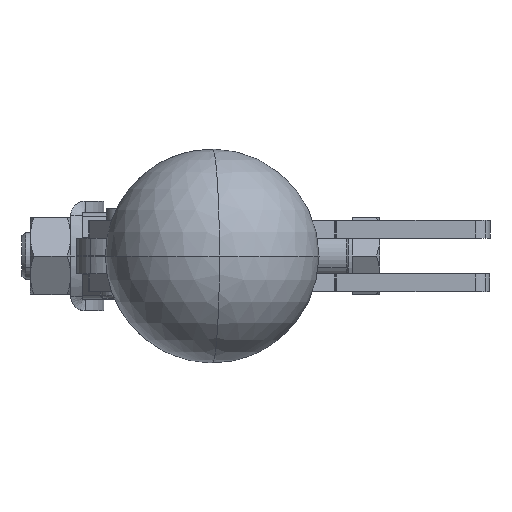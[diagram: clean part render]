
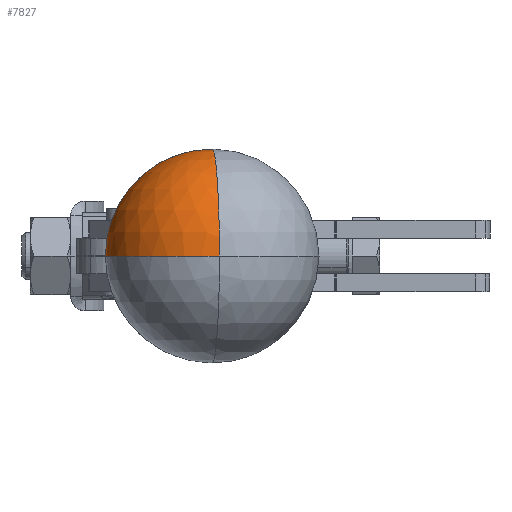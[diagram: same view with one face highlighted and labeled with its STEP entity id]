
A CAD part, left-side view. The second image highlights one B-rep face of the part: STEP entity #7827.
In plain terms, the highlighted spherical face has radius 18 mm.
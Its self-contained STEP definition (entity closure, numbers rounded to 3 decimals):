
#7775=CARTESIAN_POINT('',(-111.341,41.551,-37.473));
#7776=VERTEX_POINT('',#7775);
#7795=CARTESIAN_POINT('',(-93.382,42.761,-37.473));
#7796=DIRECTION('',(0.0,0.0,1.0));
#7797=DIRECTION('',(-0.998,-0.067,0.));
#7798=AXIS2_PLACEMENT_3D('',#7795,#7796,#7797);
#7799=SPHERICAL_SURFACE('',#7798,18.);
#7800=CARTESIAN_POINT('',(-93.382,42.761,-19.473));
#7801=VERTEX_POINT('',#7800);
#7802=CARTESIAN_POINT('',(-93.382,42.761,-37.473));
#7803=DIRECTION('',(-0.067,0.998,0.0));
#7804=DIRECTION('',(0.0,0.0,-1.0));
#7805=AXIS2_PLACEMENT_3D('',#7802,#7803,#7804);
#7806=CIRCLE('',#7805,18.);
#7807=EDGE_CURVE('',#7776,#7801,#7806,.T.);
#7808=ORIENTED_EDGE('',*,*,#7807,.T.);
#7809=CARTESIAN_POINT('',(-93.006,60.757,-37.473));
#7810=VERTEX_POINT('',#7809);
#7811=CARTESIAN_POINT('',(-93.382,42.761,-37.473));
#7812=DIRECTION('',(1.,-0.021,0.));
#7813=DIRECTION('',(0.021,1.,0.));
#7814=AXIS2_PLACEMENT_3D('',#7811,#7812,#7813);
#7815=CIRCLE('',#7814,18.);
#7816=EDGE_CURVE('',#7810,#7801,#7815,.T.);
#7817=ORIENTED_EDGE('',*,*,#7816,.F.);
#7818=CARTESIAN_POINT('',(-93.382,42.761,-37.473));
#7819=DIRECTION('',(0.,0.,-1.0));
#7820=DIRECTION('',(0.067,-0.998,0.));
#7821=AXIS2_PLACEMENT_3D('',#7818,#7819,#7820);
#7822=CIRCLE('',#7821,18.);
#7823=EDGE_CURVE('',#7776,#7810,#7822,.T.);
#7824=ORIENTED_EDGE('',*,*,#7823,.F.);
#7825=EDGE_LOOP('',(#7808,#7817,#7824));
#7826=FACE_OUTER_BOUND('',#7825,.T.);
#7827=ADVANCED_FACE('',(#7826),#7799,.T.);
